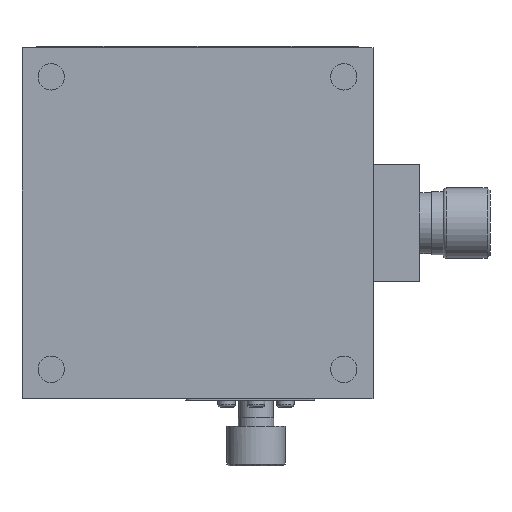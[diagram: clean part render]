
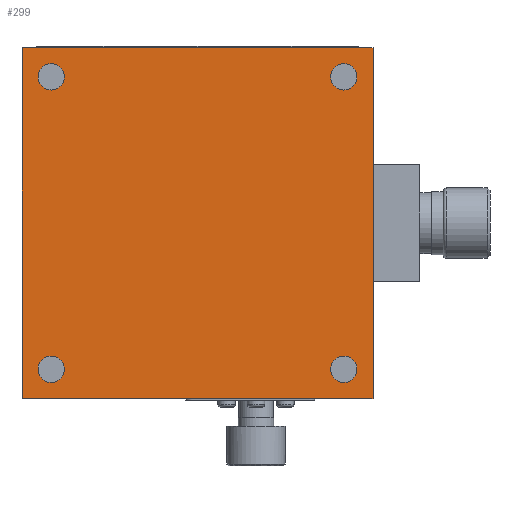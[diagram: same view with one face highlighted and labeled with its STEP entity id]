
A CAD part, front view. The second image highlights one B-rep face of the part: STEP entity #299.
In plain terms, the highlighted planar face has unit normal (0, -1, 0).
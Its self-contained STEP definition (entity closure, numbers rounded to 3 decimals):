
#274 = EDGE_LOOP ( 'NONE', ( #738, #740, #4577, #325 ) ) ;
#276 = ORIENTED_EDGE ( 'NONE', *, *, #4160, .T. ) ;
#278 = ORIENTED_EDGE ( 'NONE', *, *, #4042, .T. ) ;
#279 = EDGE_LOOP ( 'NONE', ( #335, #324 ) ) ;
#282 = EDGE_CURVE ( 'NONE', #285, #736, #10433, .T. ) ;
#285 = VERTEX_POINT ( 'NONE', #10325 ) ;
#294 = EDGE_CURVE ( 'NONE', #3909, #4148, #10373, .T. ) ;
#295 = EDGE_CURVE ( 'NONE', #3951, #3952, #10383, .T. ) ;
#299 = ADVANCED_FACE ( 'NONE', ( #10739, #10700, #10719, #10884, #10679 ), #10774, .T. ) ;
#302 = EDGE_CURVE ( 'NONE', #4607, #285, #10685, .T. ) ;
#303 = ORIENTED_EDGE ( 'NONE', *, *, #295, .T. ) ;
#324 = ORIENTED_EDGE ( 'NONE', *, *, #3907, .T. ) ;
#325 = ORIENTED_EDGE ( 'NONE', *, *, #282, .T. ) ;
#326 = ORIENTED_EDGE ( 'NONE', *, *, #3939, .T. ) ;
#335 = ORIENTED_EDGE ( 'NONE', *, *, #294, .T. ) ;
#336 = EDGE_LOOP ( 'NONE', ( #741, #276 ) ) ;
#338 = EDGE_LOOP ( 'NONE', ( #303, #326 ) ) ;
#339 = EDGE_CURVE ( 'NONE', #4161, #3973, #11452, .T. ) ;
#736 = VERTEX_POINT ( 'NONE', #13105 ) ;
#738 = ORIENTED_EDGE ( 'NONE', *, *, #739, .F. ) ;
#739 = EDGE_CURVE ( 'NONE', #4452, #736, #13138, .T. ) ;
#740 = ORIENTED_EDGE ( 'NONE', *, *, #4497, .F. ) ;
#741 = ORIENTED_EDGE ( 'NONE', *, *, #339, .T. ) ;
#744 = EDGE_LOOP ( 'NONE', ( #745, #278 ) ) ;
#745 = ORIENTED_EDGE ( 'NONE', *, *, #746, .T. ) ;
#746 = EDGE_CURVE ( 'NONE', #4044, #4043, #13131, .T. ) ;
#2518 = CARTESIAN_POINT ( 'NONE',  ( -30., -8.5, 30. ) ) ;
#2827 = CARTESIAN_POINT ( 'NONE',  ( -30., -8.5, -30. ) ) ;
#2828 = LINE ( 'NONE', #2827, #2850 ) ;
#2849 = DIRECTION ( 'NONE',  ( 0., 0., 1. ) ) ;
#2850 = VECTOR ( 'NONE', #2849, 1000. ) ;
#2965 = CARTESIAN_POINT ( 'NONE',  ( -30., -8.5, -30. ) ) ;
#3907 = EDGE_CURVE ( 'NONE', #4148, #3909, #14698, .T. ) ;
#3909 = VERTEX_POINT ( 'NONE', #14790 ) ;
#3939 = EDGE_CURVE ( 'NONE', #3952, #3951, #15054, .T. ) ;
#3951 = VERTEX_POINT ( 'NONE', #15055 ) ;
#3952 = VERTEX_POINT ( 'NONE', #15073 ) ;
#3973 = VERTEX_POINT ( 'NONE', #15021 ) ;
#4042 = EDGE_CURVE ( 'NONE', #4043, #4044, #16113, .T. ) ;
#4043 = VERTEX_POINT ( 'NONE', #15981 ) ;
#4044 = VERTEX_POINT ( 'NONE', #16107 ) ;
#4148 = VERTEX_POINT ( 'NONE', #16263 ) ;
#4160 = EDGE_CURVE ( 'NONE', #3973, #4161, #16298, .T. ) ;
#4161 = VERTEX_POINT ( 'NONE', #16293 ) ;
#4452 = VERTEX_POINT ( 'NONE', #2518 ) ;
#4497 = EDGE_CURVE ( 'NONE', #4607, #4452, #2828, .T. ) ;
#4577 = ORIENTED_EDGE ( 'NONE', *, *, #302, .T. ) ;
#4607 = VERTEX_POINT ( 'NONE', #2965 ) ;
#10159 = AXIS2_PLACEMENT_3D ( 'NONE', #10190, #10185, #10615 ) ;
#10185 = DIRECTION ( 'NONE',  ( 0., 1., 0. ) ) ;
#10190 = CARTESIAN_POINT ( 'NONE',  ( 25., -8.5, -25. ) ) ;
#10325 = CARTESIAN_POINT ( 'NONE',  ( 30., -8.5, -30. ) ) ;
#10326 = DIRECTION ( 'NONE',  ( 0., 0., 1. ) ) ;
#10342 = CARTESIAN_POINT ( 'NONE',  ( 25., -8.5, 25. ) ) ;
#10368 = DIRECTION ( 'NONE',  ( 0., 0., 1. ) ) ;
#10369 = DIRECTION ( 'NONE',  ( 0., 1., 0. ) ) ;
#10371 = AXIS2_PLACEMENT_3D ( 'NONE', #10342, #10369, #10368 ) ;
#10373 = CIRCLE ( 'NONE', #10371, 2.25 ) ;
#10383 = CIRCLE ( 'NONE', #10159, 2.25 ) ;
#10432 = CARTESIAN_POINT ( 'NONE',  ( 30., -8.5, -30. ) ) ;
#10433 = LINE ( 'NONE', #10432, #10528 ) ;
#10528 = VECTOR ( 'NONE', #10326, 1000. ) ;
#10615 = DIRECTION ( 'NONE',  ( 0., 0., 1. ) ) ;
#10670 = CARTESIAN_POINT ( 'NONE',  ( -30., -8.5, -30. ) ) ;
#10679 = FACE_BOUND ( 'NONE', #338, .T. ) ;
#10685 = LINE ( 'NONE', #10670, #10836 ) ;
#10700 = FACE_BOUND ( 'NONE', #744, .T. ) ;
#10701 = DIRECTION ( 'NONE',  ( 1., 0., 0. ) ) ;
#10719 = FACE_OUTER_BOUND ( 'NONE', #274, .T. ) ;
#10731 = DIRECTION ( 'NONE',  ( 0., -1., 0. ) ) ;
#10739 = FACE_BOUND ( 'NONE', #336, .T. ) ;
#10774 = PLANE ( 'NONE',  #10810 ) ;
#10810 = AXIS2_PLACEMENT_3D ( 'NONE', #10883, #10731, #10701 ) ;
#10833 = DIRECTION ( 'NONE',  ( 1., 0., 0. ) ) ;
#10836 = VECTOR ( 'NONE', #10833, 1000. ) ;
#10883 = CARTESIAN_POINT ( 'NONE',  ( -30., -8.5, -30. ) ) ;
#10884 = FACE_BOUND ( 'NONE', #279, .T. ) ;
#11452 = CIRCLE ( 'NONE', #11623, 2.25 ) ;
#11618 = DIRECTION ( 'NONE',  ( 0., 0., 1. ) ) ;
#11620 = DIRECTION ( 'NONE',  ( 0., 1., 0. ) ) ;
#11622 = CARTESIAN_POINT ( 'NONE',  ( -25., -8.5, -25. ) ) ;
#11623 = AXIS2_PLACEMENT_3D ( 'NONE', #11622, #11620, #11618 ) ;
#13105 = CARTESIAN_POINT ( 'NONE',  ( 30., -8.5, 30. ) ) ;
#13114 = DIRECTION ( 'NONE',  ( 0., 1., 0. ) ) ;
#13120 = CARTESIAN_POINT ( 'NONE',  ( -25., -8.5, 25. ) ) ;
#13130 = AXIS2_PLACEMENT_3D ( 'NONE', #13120, #13114, #13140 ) ;
#13131 = CIRCLE ( 'NONE', #13130, 2.25 ) ;
#13138 = LINE ( 'NONE', #13145, #13169 ) ;
#13140 = DIRECTION ( 'NONE',  ( 0., 0., 1. ) ) ;
#13145 = CARTESIAN_POINT ( 'NONE',  ( -30., -8.5, 30. ) ) ;
#13168 = DIRECTION ( 'NONE',  ( 1., 0., 0. ) ) ;
#13169 = VECTOR ( 'NONE', #13168, 1000. ) ;
#14678 = DIRECTION ( 'NONE',  ( 0., 1., 0. ) ) ;
#14696 = CARTESIAN_POINT ( 'NONE',  ( 25., -8.5, 25. ) ) ;
#14697 = AXIS2_PLACEMENT_3D ( 'NONE', #14696, #14678, #14794 ) ;
#14698 = CIRCLE ( 'NONE', #14697, 2.25 ) ;
#14790 = CARTESIAN_POINT ( 'NONE',  ( 25., -8.5, 27.25 ) ) ;
#14794 = DIRECTION ( 'NONE',  ( 0., 0., 1. ) ) ;
#15021 = CARTESIAN_POINT ( 'NONE',  ( -25., -8.5, -27.25 ) ) ;
#15045 = DIRECTION ( 'NONE',  ( 0., 1., 0. ) ) ;
#15054 = CIRCLE ( 'NONE', #15099, 2.25 ) ;
#15055 = CARTESIAN_POINT ( 'NONE',  ( 25., -8.5, -22.75 ) ) ;
#15073 = CARTESIAN_POINT ( 'NONE',  ( 25., -8.5, -27.25 ) ) ;
#15083 = DIRECTION ( 'NONE',  ( 0., 0., 1. ) ) ;
#15099 = AXIS2_PLACEMENT_3D ( 'NONE', #15115, #15045, #15083 ) ;
#15115 = CARTESIAN_POINT ( 'NONE',  ( 25., -8.5, -25. ) ) ;
#15981 = CARTESIAN_POINT ( 'NONE',  ( -25., -8.5, 22.75 ) ) ;
#16107 = CARTESIAN_POINT ( 'NONE',  ( -25., -8.5, 27.25 ) ) ;
#16108 = DIRECTION ( 'NONE',  ( 0., 0., 1. ) ) ;
#16109 = DIRECTION ( 'NONE',  ( 0., 1., 0. ) ) ;
#16111 = CARTESIAN_POINT ( 'NONE',  ( -25., -8.5, 25. ) ) ;
#16112 = AXIS2_PLACEMENT_3D ( 'NONE', #16111, #16109, #16108 ) ;
#16113 = CIRCLE ( 'NONE', #16112, 2.25 ) ;
#16263 = CARTESIAN_POINT ( 'NONE',  ( 25., -8.5, 22.75 ) ) ;
#16283 = CARTESIAN_POINT ( 'NONE',  ( -25., -8.5, -25. ) ) ;
#16293 = CARTESIAN_POINT ( 'NONE',  ( -25., -8.5, -22.75 ) ) ;
#16295 = DIRECTION ( 'NONE',  ( 0., 0., 1. ) ) ;
#16296 = DIRECTION ( 'NONE',  ( 0., 1., 0. ) ) ;
#16297 = AXIS2_PLACEMENT_3D ( 'NONE', #16283, #16296, #16295 ) ;
#16298 = CIRCLE ( 'NONE', #16297, 2.25 ) ;
